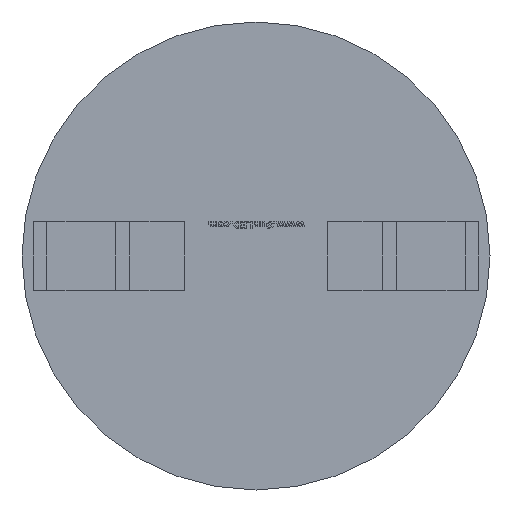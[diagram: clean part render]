
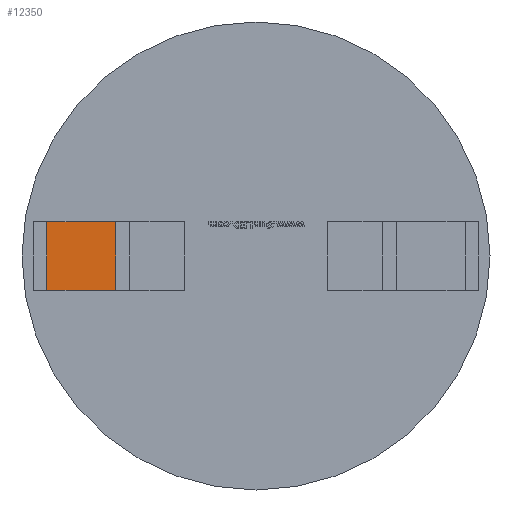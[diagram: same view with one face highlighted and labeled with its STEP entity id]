
A CAD part, front view. The second image highlights one B-rep face of the part: STEP entity #12350.
In plain terms, the highlighted planar face has unit normal (0, -1, 0).
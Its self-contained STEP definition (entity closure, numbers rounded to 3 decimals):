
#1958 = ORIENTED_EDGE ( 'NONE', *, *, #5426, .F. ) ;
#1959 = ORIENTED_EDGE ( 'NONE', *, *, #5427, .T. ) ;
#1960 = ORIENTED_EDGE ( 'NONE', *, *, #5425, .F. ) ;
#1961 = ORIENTED_EDGE ( 'NONE', *, *, #5436, .T. ) ;
#4529 = VERTEX_POINT ( 'NONE', #9208 ) ;
#4530 = VERTEX_POINT ( 'NONE', #9209 ) ;
#4531 = VERTEX_POINT ( 'NONE', #9210 ) ;
#4532 = VERTEX_POINT ( 'NONE', #9211 ) ;
#4753 = EDGE_LOOP ( 'NONE', ( #1958, #1960, #1959, #1961 ) ) ;
#5425 = EDGE_CURVE ( 'NONE', #4532, #4531, #9885, .T. ) ;
#5426 = EDGE_CURVE ( 'NONE', #4531, #4529, #9888, .T. ) ;
#5427 = EDGE_CURVE ( 'NONE', #4532, #4530, #9891, .T. ) ;
#5436 = EDGE_CURVE ( 'NONE', #4530, #4529, #10735, .T. ) ;
#9208 = CARTESIAN_POINT ( 'NONE',  ( -1.52, -27., -0.25 ) ) ;
#9209 = CARTESIAN_POINT ( 'NONE',  ( -1.52, -27., 0.25 ) ) ;
#9210 = CARTESIAN_POINT ( 'NONE',  ( -1.02, -27., -0.25 ) ) ;
#9211 = CARTESIAN_POINT ( 'NONE',  ( -1.02, -27., 0.25 ) ) ;
#9885 = LINE ( 'NONE', #9886, #10203 ) ;
#9886 = CARTESIAN_POINT ( 'NONE',  ( -1.02, -27., 0.25 ) ) ;
#9887 = DIRECTION ( 'NONE',  ( 0., 0., -1. ) ) ;
#9888 = LINE ( 'NONE', #9889, #10206 ) ;
#9889 = CARTESIAN_POINT ( 'NONE',  ( -0.01, -27., -0.25 ) ) ;
#9890 = DIRECTION ( 'NONE',  ( -1., 0., 0. ) ) ;
#9891 = LINE ( 'NONE', #9892, #10209 ) ;
#9892 = CARTESIAN_POINT ( 'NONE',  ( -0.01, -27., 0.25 ) ) ;
#9893 = DIRECTION ( 'NONE',  ( -1., 0., 0. ) ) ;
#10203 = VECTOR ( 'NONE', #9887, 1000. ) ;
#10206 = VECTOR ( 'NONE', #9890, 1000. ) ;
#10209 = VECTOR ( 'NONE', #9893, 1000. ) ;
#10239 = VECTOR ( 'NONE', #10737, 1000. ) ;
#10735 = LINE ( 'NONE', #10736, #10239 ) ;
#10736 = CARTESIAN_POINT ( 'NONE',  ( -1.52, -27., 0.25 ) ) ;
#10737 = DIRECTION ( 'NONE',  ( 0., 0., -1. ) ) ;
#12350 = ADVANCED_FACE ( 'NONE', ( #12818 ), #13109, .T. ) ;
#12818 = FACE_OUTER_BOUND ( 'NONE', #4753, .T. ) ;
#12824 = AXIS2_PLACEMENT_3D ( 'NONE', #13110, #13111, #13112 ) ;
#13109 = PLANE ( 'NONE',  #12824 ) ;
#13110 = CARTESIAN_POINT ( 'NONE',  ( -0.01, -27., 0.25 ) ) ;
#13111 = DIRECTION ( 'NONE',  ( 0., -1., 0. ) ) ;
#13112 = DIRECTION ( 'NONE',  ( 0., 0., -1. ) ) ;
